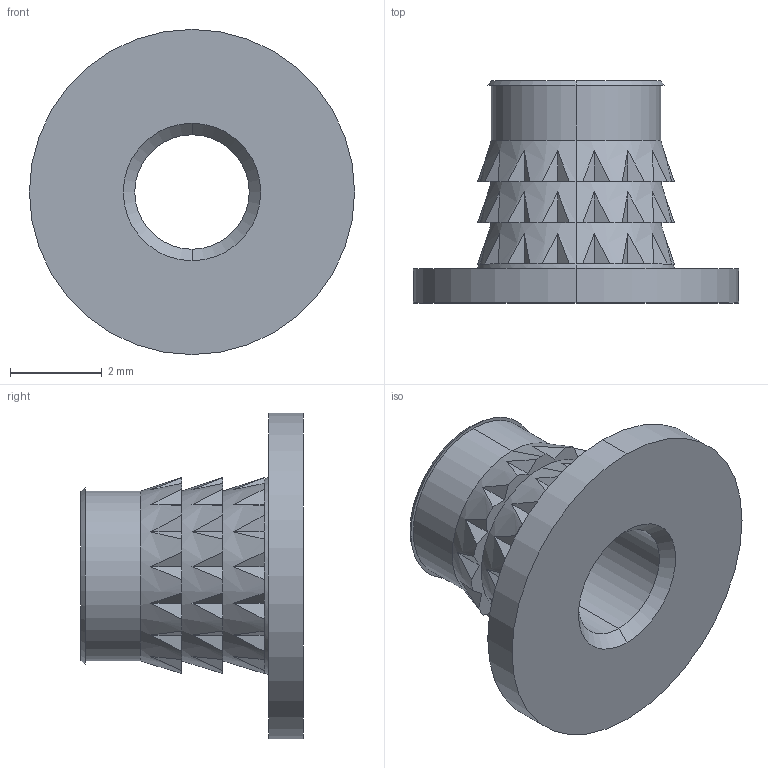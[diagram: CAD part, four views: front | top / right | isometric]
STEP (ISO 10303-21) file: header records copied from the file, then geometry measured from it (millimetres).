
FILE_DESCRIPTION (( 'STEP AP203' ), '1' );
FILE_NAME ('2867-B.step', '2017-07-20T14:10:44', ( '' ), ( '' ), 'SwSTEP 2.0', 'SolidWorks 2016', '' );
FILE_SCHEMA (( 'CONFIG_CONTROL_DESIGN' ));
Length unit declared in the file: millimetre
Products named in the file (1): 2867-B
Bounding box: 7.1 x 4.85 x 7.1 mm (x, y, z)
Volume: 54.1 mm3; surface area: 179.6 mm2
Topology: 1 solids, 1 shells, 146 faces, 381 edges, 241 vertices
Faces by surface type: plane 126, cone 14, cylinder 6
Entity records: 4610 total; most frequent: CARTESIAN_POINT 1039, ORIENTED_EDGE 762, DIRECTION 691, EDGE_CURVE 381, AXIS2_PLACEMENT_3D 253, VERTEX_POINT 241, VECTOR 185, LINE 185
